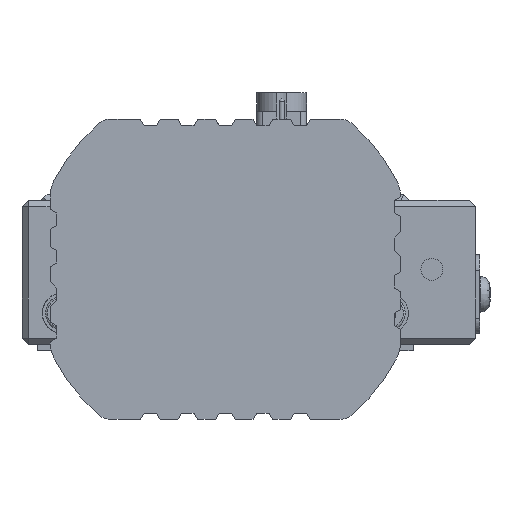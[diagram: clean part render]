
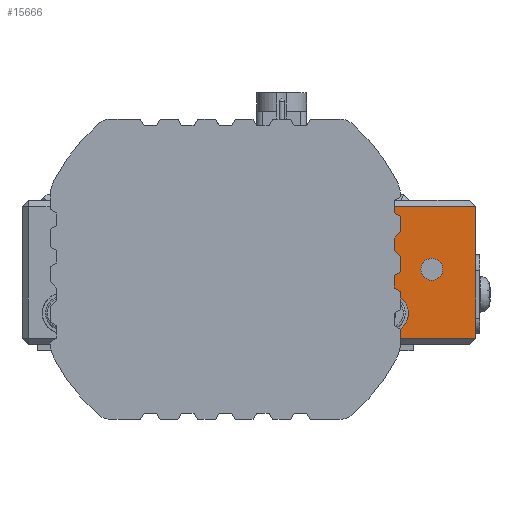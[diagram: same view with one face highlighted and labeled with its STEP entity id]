
A CAD part, left-side view. The second image highlights one B-rep face of the part: STEP entity #15666.
In plain terms, the highlighted planar face has unit normal (-1, 0, 0).
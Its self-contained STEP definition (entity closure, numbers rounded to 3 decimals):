
#10081=CARTESIAN_POINT('',(-42.985,-11.873,9.22));
#10082=VERTEX_POINT('',#10081);
#10089=CARTESIAN_POINT('',(-42.985,-11.873,10.22));
#10090=VERTEX_POINT('',#10089);
#10091=CARTESIAN_POINT('',(-42.985,-11.873,9.22));
#10092=DIRECTION('',(0.0,0.0,1.0));
#10093=VECTOR('',#10092,1.);
#10094=LINE('',#10091,#10093);
#10095=EDGE_CURVE('',#10082,#10090,#10094,.T.);
#10113=CARTESIAN_POINT('',(-42.985,-12.873,8.643));
#10114=VERTEX_POINT('',#10113);
#10121=CARTESIAN_POINT('',(-42.985,-12.873,8.643));
#10122=DIRECTION('',(0.0,0.866,0.5));
#10123=VECTOR('',#10122,1.155);
#10124=LINE('',#10121,#10123);
#10125=EDGE_CURVE('',#10114,#10082,#10124,.T.);
#10137=CARTESIAN_POINT('',(-42.985,-12.873,6.22));
#10138=VERTEX_POINT('',#10137);
#10145=CARTESIAN_POINT('',(-42.985,-12.873,6.22));
#10146=DIRECTION('',(0.0,0.,1.0));
#10147=VECTOR('',#10146,2.423);
#10148=LINE('',#10145,#10147);
#10149=EDGE_CURVE('',#10138,#10114,#10148,.T.);
#10161=CARTESIAN_POINT('',(-42.985,-11.873,5.22));
#10162=VERTEX_POINT('',#10161);
#10169=CARTESIAN_POINT('',(-42.985,-11.873,5.22));
#10170=DIRECTION('',(0.0,-0.707,0.707));
#10171=VECTOR('',#10170,1.414);
#10172=LINE('',#10169,#10171);
#10173=EDGE_CURVE('',#10162,#10138,#10172,.T.);
#10185=CARTESIAN_POINT('',(-42.985,-11.873,3.22));
#10186=VERTEX_POINT('',#10185);
#10193=CARTESIAN_POINT('',(-42.985,-11.873,3.22));
#10194=DIRECTION('',(0.0,0.0,1.0));
#10195=VECTOR('',#10194,2.);
#10196=LINE('',#10193,#10195);
#10197=EDGE_CURVE('',#10186,#10162,#10196,.T.);
#10209=CARTESIAN_POINT('',(-42.985,-12.873,2.22));
#10210=VERTEX_POINT('',#10209);
#10217=CARTESIAN_POINT('',(-42.985,-12.873,2.22));
#10218=DIRECTION('',(0.0,0.707,0.707));
#10219=VECTOR('',#10218,1.414);
#10220=LINE('',#10217,#10219);
#10221=EDGE_CURVE('',#10210,#10186,#10220,.T.);
#10233=CARTESIAN_POINT('',(-42.985,-12.873,-0.203));
#10234=VERTEX_POINT('',#10233);
#10241=CARTESIAN_POINT('',(-42.985,-12.873,-0.203));
#10242=DIRECTION('',(0.0,0.0,1.0));
#10243=VECTOR('',#10242,2.423);
#10244=LINE('',#10241,#10243);
#10245=EDGE_CURVE('',#10234,#10210,#10244,.T.);
#10257=CARTESIAN_POINT('',(-42.985,-11.873,-0.78));
#10258=VERTEX_POINT('',#10257);
#10265=CARTESIAN_POINT('',(-42.985,-11.873,-0.78));
#10266=DIRECTION('',(0.0,-0.866,0.5));
#10267=VECTOR('',#10266,1.155);
#10268=LINE('',#10265,#10267);
#10269=EDGE_CURVE('',#10258,#10234,#10268,.T.);
#10281=CARTESIAN_POINT('',(-42.985,-11.873,-2.78));
#10282=VERTEX_POINT('',#10281);
#10289=CARTESIAN_POINT('',(-42.985,-11.873,-2.78));
#10290=DIRECTION('',(0.0,0.0,1.0));
#10291=VECTOR('',#10290,2.);
#10292=LINE('',#10289,#10291);
#10293=EDGE_CURVE('',#10282,#10258,#10292,.T.);
#10305=CARTESIAN_POINT('',(-42.985,-12.873,-3.357));
#10306=VERTEX_POINT('',#10305);
#10313=CARTESIAN_POINT('',(-42.985,-12.873,-3.357));
#10314=DIRECTION('',(0.0,0.866,0.5));
#10315=VECTOR('',#10314,1.155);
#10316=LINE('',#10313,#10315);
#10317=EDGE_CURVE('',#10306,#10282,#10316,.T.);
#10337=CARTESIAN_POINT('',(-42.985,-12.873,-4.218));
#10338=VERTEX_POINT('',#10337);
#10345=CARTESIAN_POINT('',(-42.985,-12.873,-4.218));
#10346=DIRECTION('',(0.0,0.0,1.0));
#10347=VECTOR('',#10346,0.861);
#10348=LINE('',#10345,#10347);
#10349=EDGE_CURVE('',#10338,#10306,#10348,.T.);
#10369=CARTESIAN_POINT('',(-42.985,-12.873,-10.78));
#10370=VERTEX_POINT('',#10369);
#10377=CARTESIAN_POINT('',(-42.985,-12.873,-9.357));
#10378=VERTEX_POINT('',#10377);
#10379=CARTESIAN_POINT('',(-42.985,-12.873,-10.78));
#10380=DIRECTION('',(0.,0.,1.0));
#10381=VECTOR('',#10380,1.423);
#10382=LINE('',#10379,#10381);
#10383=EDGE_CURVE('',#10370,#10378,#10382,.T.);
#12680=CARTESIAN_POINT('',(-42.985,-12.861,-9.351));
#12681=VERTEX_POINT('',#12680);
#12682=CARTESIAN_POINT('',(-42.985,-12.873,-9.357));
#12683=DIRECTION('',(0.,0.866,0.5));
#12684=VECTOR('',#12683,0.013);
#12685=LINE('',#12682,#12684);
#12686=EDGE_CURVE('',#10378,#12681,#12685,.T.);
#14317=CARTESIAN_POINT('',(-42.985,-10.873,-6.78));
#14318=DIRECTION('',(1.0,0.0,0.0));
#14319=DIRECTION('',(0.0,-1.0,0.0));
#14320=AXIS2_PLACEMENT_3D('',#14317,#14318,#14319);
#14321=CIRCLE('',#14320,3.25);
#14322=EDGE_CURVE('',#10338,#12681,#14321,.T.);
#15117=CARTESIAN_POINT('',(-42.985,-24.873,10.22));
#15118=VERTEX_POINT('',#15117);
#15119=CARTESIAN_POINT('',(-42.985,-11.873,10.22));
#15120=DIRECTION('',(0.0,-1.0,0.0));
#15121=VECTOR('',#15120,13.);
#15122=LINE('',#15119,#15121);
#15123=EDGE_CURVE('',#10090,#15118,#15122,.T.);
#15174=CARTESIAN_POINT('',(-42.985,-24.873,-10.78));
#15175=VERTEX_POINT('',#15174);
#15201=CARTESIAN_POINT('',(-42.985,-24.873,-10.78));
#15202=DIRECTION('',(0.0,1.0,0.0));
#15203=VECTOR('',#15202,12.);
#15204=LINE('',#15201,#15203);
#15205=EDGE_CURVE('',#15175,#10370,#15204,.T.);
#15593=CARTESIAN_POINT('',(-42.985,-19.623,0.22));
#15594=VERTEX_POINT('',#15593);
#15595=CARTESIAN_POINT('',(-42.985,-17.873,0.22));
#15596=DIRECTION('',(1.0,0.0,0.0));
#15597=DIRECTION('',(0.0,-1.0,0.0));
#15598=AXIS2_PLACEMENT_3D('',#15595,#15596,#15597);
#15599=CIRCLE('',#15598,1.75);
#15600=EDGE_CURVE('',#15594,#15594,#15599,.T.);
#15634=CARTESIAN_POINT('',(-42.985,11.377,0.22));
#15635=DIRECTION('',(1.0,0.0,0.0));
#15636=DIRECTION('',(0.0,0.0,-1.0));
#15637=AXIS2_PLACEMENT_3D('',#15634,#15635,#15636);
#15638=PLANE('',#15637);
#15639=ORIENTED_EDGE('',*,*,#12686,.F.);
#15640=ORIENTED_EDGE('',*,*,#10383,.F.);
#15641=ORIENTED_EDGE('',*,*,#15205,.F.);
#15642=CARTESIAN_POINT('',(-42.985,-24.873,-10.78));
#15643=DIRECTION('',(0.0,0.0,1.0));
#15644=VECTOR('',#15643,21.0);
#15645=LINE('',#15642,#15644);
#15646=EDGE_CURVE('',#15175,#15118,#15645,.T.);
#15647=ORIENTED_EDGE('',*,*,#15646,.T.);
#15648=ORIENTED_EDGE('',*,*,#15123,.F.);
#15649=ORIENTED_EDGE('',*,*,#10095,.F.);
#15650=ORIENTED_EDGE('',*,*,#10125,.F.);
#15651=ORIENTED_EDGE('',*,*,#10149,.F.);
#15652=ORIENTED_EDGE('',*,*,#10173,.F.);
#15653=ORIENTED_EDGE('',*,*,#10197,.F.);
#15654=ORIENTED_EDGE('',*,*,#10221,.F.);
#15655=ORIENTED_EDGE('',*,*,#10245,.F.);
#15656=ORIENTED_EDGE('',*,*,#10269,.F.);
#15657=ORIENTED_EDGE('',*,*,#10293,.F.);
#15658=ORIENTED_EDGE('',*,*,#10317,.F.);
#15659=ORIENTED_EDGE('',*,*,#10349,.F.);
#15660=ORIENTED_EDGE('',*,*,#14322,.T.);
#15661=EDGE_LOOP('',(#15639,#15640,#15641,#15647,#15648,#15649,#15650,#15651,#15652,#15653,#15654,#15655,#15656,#15657,#15658,#15659,#15660));
#15662=FACE_OUTER_BOUND('',#15661,.T.);
#15663=ORIENTED_EDGE('',*,*,#15600,.T.);
#15664=EDGE_LOOP('',(#15663));
#15665=FACE_BOUND('',#15664,.T.);
#15666=ADVANCED_FACE('',(#15662,#15665),#15638,.F.);
